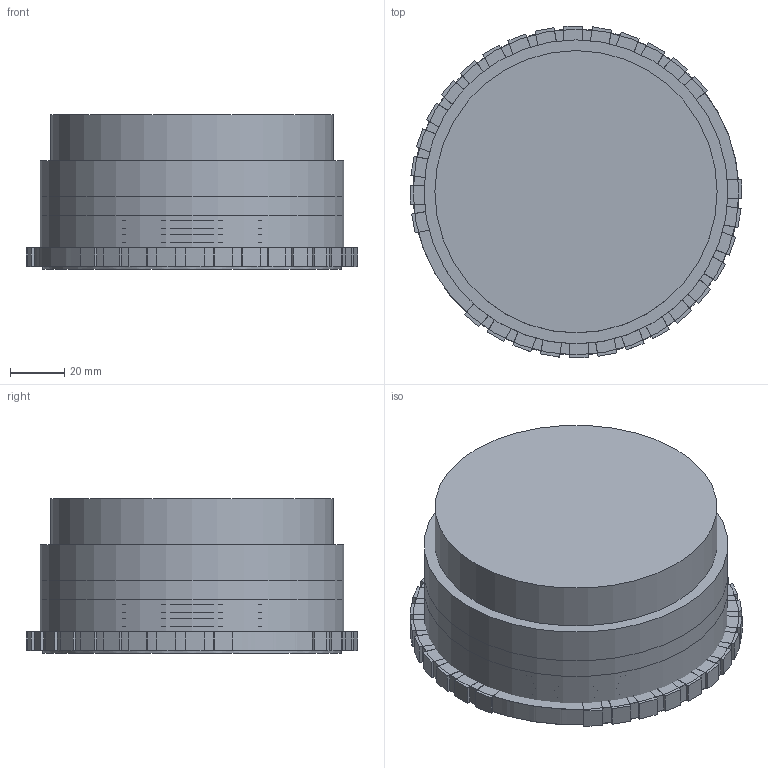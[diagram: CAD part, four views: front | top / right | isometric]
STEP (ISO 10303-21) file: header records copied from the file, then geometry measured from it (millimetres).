
FILE_DESCRIPTION(('FreeCAD Model'),'2;1');
FILE_NAME('Open CASCADE Shape Model','2024-09-04T12:59:13',(''),(''), 'Open CASCADE STEP processor 7.6','FreeCAD','Unknown');
FILE_SCHEMA(('AUTOMOTIVE_DESIGN { 1 0 10303 214 1 1 1 1 }'));
Length unit declared in the file: millimetre
Products named in the file (54): scrubberBase; cylinder; cylinder001; union; cylinder002; cylinder003; difference; cylinder004; cylinder005; cylinder006; square; RefineRotateExtrude; RotateExtrude; square001; RefineRotateExtrude001; RotateExtrude001; cylinder007; cylinder008; cube; cube001; cube002; cube003; cube004; cube005; cube006; cube007; cube008; cube009; cube010; cube011; cube012; cube013; cube014; cube015; cube016; cube017; cube018; cube019; cube020; cube021 ...
Assembly tree (53 placements, depth 2):
  scrubberBase
    cylinder
    cylinder001
    union
    cylinder002
    cylinder003
    difference
    cylinder004
    cylinder005
    cylinder006
    square
    RefineRotateExtrude
    RotateExtrude
    square001
    RefineRotateExtrude001
    RotateExtrude001
    cylinder007
    cylinder008
    cube
    cube001
    cube002
    cube003
    cube004
    cube005
    cube006
    cube007
    cube008
    cube009
    cube010
    cube011
    cube012
    cube013
    cube014
    cube015
    cube016
    cube017
    cube018
    cube019
    cube020
    cube021
    cube022
    cube023
    cube024
    cube025
    cube026
    cube027
    cube028
    cube029
    cube030
    Group
    difference001
    union001
    difference002
    union002
Bounding box: 122 x 122 x 57 mm (x, y, z)
Surface area: 395327.8 mm2
Topology: 139 solids, 143 shells, 1143 faces, 2419 edges, 1598 vertices
Faces by surface type: plane 897, cylinder 246
Full cylindrical faces by diameter (mm): 38 x3, 92 x3, 104 x6, 105 x6, 110 x7, 111 x4, 112 x3, 114 x2, 120 x1
Entity records: 32513 total; most frequent: DIRECTION 5367, CARTESIAN_POINT 5214, ORIENTED_EDGE 4822, EDGE_CURVE 2419, LINE 1865, VECTOR 1865, AXIS2_PLACEMENT_3D 1751, VERTEX_POINT 1598
